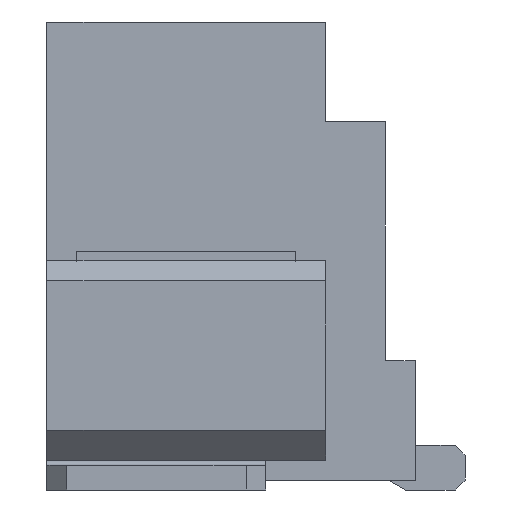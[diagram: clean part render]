
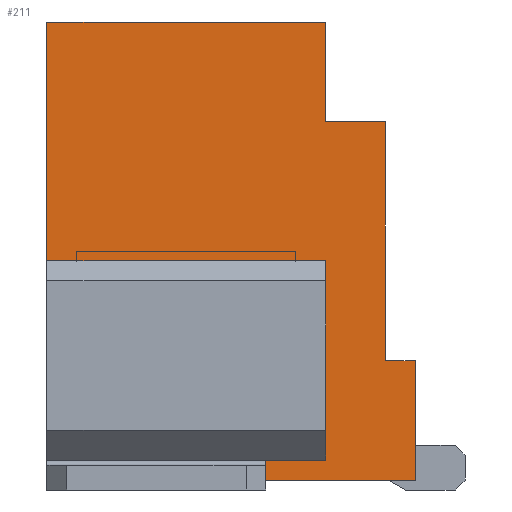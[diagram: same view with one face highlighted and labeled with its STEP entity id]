
A CAD part, left-side view. The second image highlights one B-rep face of the part: STEP entity #211.
In plain terms, the highlighted planar face has unit normal (-1, 0, 0).
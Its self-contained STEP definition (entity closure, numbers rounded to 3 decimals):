
#211=ADVANCED_FACE('',(#751),#752,.T.);
#751=FACE_OUTER_BOUND('',#1573,.T.);
#752=PLANE('',#1574);
#1573=EDGE_LOOP('',(#3150,#3151,#3152,#3153,#3154,#3155,#3156,#3157,#3158,#3159,#3160,#3161));
#1574=AXIS2_PLACEMENT_3D('',#3162,#3163,#3164);
#3150=ORIENTED_EDGE('',*,*,#5531,.F.);
#3151=ORIENTED_EDGE('',*,*,#5444,.F.);
#3152=ORIENTED_EDGE('',*,*,#5790,.T.);
#3153=ORIENTED_EDGE('',*,*,#5791,.T.);
#3154=ORIENTED_EDGE('',*,*,#5753,.F.);
#3155=ORIENTED_EDGE('',*,*,#5433,.F.);
#3156=ORIENTED_EDGE('',*,*,#5366,.T.);
#3157=ORIENTED_EDGE('',*,*,#5792,.T.);
#3158=ORIENTED_EDGE('',*,*,#5577,.T.);
#3159=ORIENTED_EDGE('',*,*,#5793,.F.);
#3160=ORIENTED_EDGE('',*,*,#5794,.F.);
#3161=ORIENTED_EDGE('',*,*,#5549,.F.);
#3162=CARTESIAN_POINT('',(-5.875,1.85,-2.3));
#3163=DIRECTION('',(-1.0,0.0,0.0));
#3164=DIRECTION('',(0.0,0.0,1.0));
#5366=EDGE_CURVE('',#6401,#6398,#6402,.T.);
#5433=EDGE_CURVE('',#6401,#6532,#6533,.T.);
#5444=EDGE_CURVE('',#6552,#6554,#6555,.T.);
#5531=EDGE_CURVE('',#6554,#6713,#6714,.T.);
#5549=EDGE_CURVE('',#6713,#6745,#6746,.T.);
#5577=EDGE_CURVE('',#6794,#6792,#6795,.T.);
#5753=EDGE_CURVE('',#6532,#7092,#7093,.T.);
#5790=EDGE_CURVE('',#6552,#7143,#7145,.T.);
#5791=EDGE_CURVE('',#7143,#7092,#7146,.T.);
#5792=EDGE_CURVE('',#6398,#6794,#7147,.T.);
#5793=EDGE_CURVE('',#7148,#6792,#7149,.T.);
#5794=EDGE_CURVE('',#6745,#7148,#7150,.T.);
#6398=VERTEX_POINT('',#8018);
#6401=VERTEX_POINT('',#8022);
#6402=LINE('',#8023,#8024);
#6532=VERTEX_POINT('',#8220);
#6533=LINE('',#8221,#8222);
#6552=VERTEX_POINT('',#8250);
#6554=VERTEX_POINT('',#8253);
#6555=LINE('',#8254,#8255);
#6713=VERTEX_POINT('',#8499);
#6714=LINE('',#8500,#8501);
#6745=VERTEX_POINT('',#8549);
#6746=LINE('',#8550,#8551);
#6792=VERTEX_POINT('',#8623);
#6794=VERTEX_POINT('',#8626);
#6795=LINE('',#8627,#8628);
#7092=VERTEX_POINT('',#9090);
#7093=LINE('',#9091,#9092);
#7143=VERTEX_POINT('',#9181);
#7145=LINE('',#9184,#9185);
#7146=LINE('',#9186,#9187);
#7147=LINE('',#9188,#9189);
#7148=VERTEX_POINT('',#9190);
#7149=LINE('',#9191,#9192);
#7150=LINE('',#9193,#9194);
#8018=CARTESIAN_POINT('',(-5.875,-1.85,-2.3));
#8022=CARTESIAN_POINT('',(-5.875,1.85,-2.3));
#8023=CARTESIAN_POINT('',(-5.875,1.85,-2.3));
#8024=VECTOR('',#10603,3.7);
#8220=CARTESIAN_POINT('',(-5.875,1.85,-2.1));
#8221=CARTESIAN_POINT('',(-5.875,1.85,-2.3));
#8222=VECTOR('',#10670,0.2);
#8250=CARTESIAN_POINT('',(-5.875,1.85,-0.1));
#8253=CARTESIAN_POINT('',(-5.875,1.85,2.3));
#8254=CARTESIAN_POINT('',(-5.875,1.85,-0.1));
#8255=VECTOR('',#10681,2.4);
#8499=CARTESIAN_POINT('',(-5.875,-0.95,2.3));
#8500=CARTESIAN_POINT('',(-5.875,1.85,2.3));
#8501=VECTOR('',#10768,2.8);
#8549=CARTESIAN_POINT('',(-5.875,-0.95,1.3));
#8550=CARTESIAN_POINT('',(-5.875,-0.95,2.3));
#8551=VECTOR('',#10786,1.0);
#8623=CARTESIAN_POINT('',(-5.875,-1.55,-1.1));
#8626=CARTESIAN_POINT('',(-5.875,-1.85,-1.1));
#8627=CARTESIAN_POINT('',(-5.875,-1.85,-1.1));
#8628=VECTOR('',#10814,0.3);
#9090=CARTESIAN_POINT('',(-5.875,-0.95,-2.1));
#9091=CARTESIAN_POINT('',(-5.875,1.85,-2.1));
#9092=VECTOR('',#11016,2.8);
#9181=CARTESIAN_POINT('',(-5.875,-0.95,-0.1));
#9184=CARTESIAN_POINT('',(-5.875,1.85,-0.1));
#9185=VECTOR('',#11051,2.8);
#9186=CARTESIAN_POINT('',(-5.875,-0.95,-0.1));
#9187=VECTOR('',#11052,2.0);
#9188=CARTESIAN_POINT('',(-5.875,-1.85,-2.3));
#9189=VECTOR('',#11053,1.2);
#9190=CARTESIAN_POINT('',(-5.875,-1.55,1.3));
#9191=CARTESIAN_POINT('',(-5.875,-1.55,1.3));
#9192=VECTOR('',#11054,2.4);
#9193=CARTESIAN_POINT('',(-5.875,-0.95,1.3));
#9194=VECTOR('',#11055,0.6);
#10603=DIRECTION('',(0.0,-1.0,0.0));
#10670=DIRECTION('',(0.0,0.0,1.0));
#10681=DIRECTION('',(0.0,0.0,1.0));
#10768=DIRECTION('',(0.0,-1.0,0.0));
#10786=DIRECTION('',(0.0,0.0,-1.0));
#10814=DIRECTION('',(0.0,1.0,0.0));
#11016=DIRECTION('',(0.0,-1.0,0.0));
#11051=DIRECTION('',(0.0,-1.0,0.0));
#11052=DIRECTION('',(0.0,0.0,-1.0));
#11053=DIRECTION('',(0.0,0.0,1.0));
#11054=DIRECTION('',(0.0,0.0,-1.0));
#11055=DIRECTION('',(0.0,-1.0,0.0));
